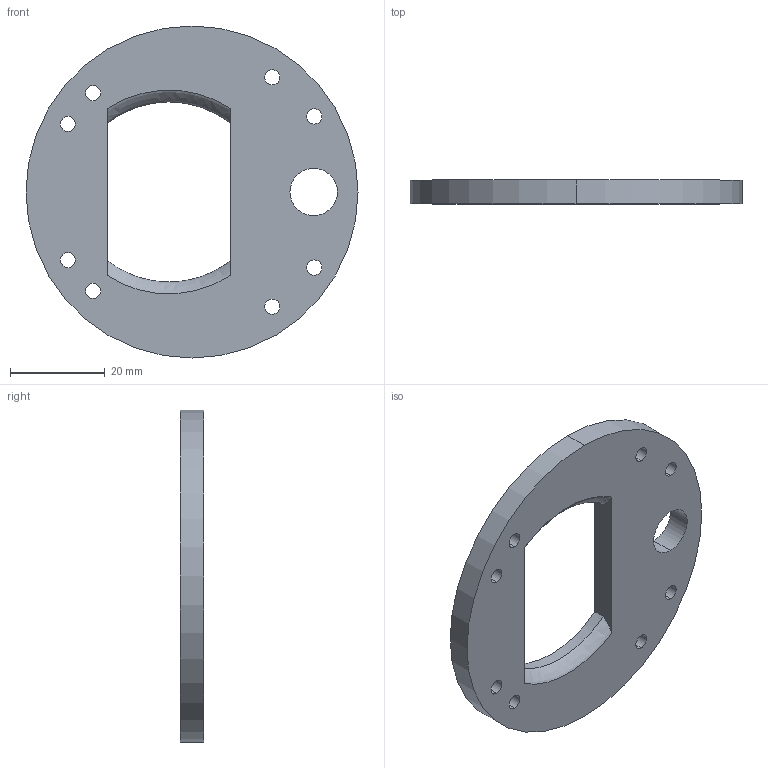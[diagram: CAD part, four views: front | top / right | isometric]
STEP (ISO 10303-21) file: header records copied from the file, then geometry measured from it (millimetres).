
FILE_DESCRIPTION (( 'STEP AP214' ), '1' );
FILE_NAME ('body_wheel_holder_plate.step', '2023-05-17T11:16:51', ( '' ), ( '' ), 'SwSTEP 2.0', 'SolidWorks 2022', '' );
FILE_SCHEMA (( 'AUTOMOTIVE_DESIGN' ));
Length unit declared in the file: millimetre
Products named in the file (1): body_wheel_holder_plate
Bounding box: 70 x 5 x 70 mm (x, y, z)
Volume: 13763.1 mm3; surface area: 7722.8 mm2
Topology: 1 solids, 1 shells, 37 faces, 97 edges, 62 vertices
Faces by surface type: cylinder 23, cone 8, plane 4, bspline 2
Entity records: 1481 total; most frequent: CARTESIAN_POINT 472, DIRECTION 211, ORIENTED_EDGE 194, EDGE_CURVE 97, AXIS2_PLACEMENT_3D 87, VERTEX_POINT 62, EDGE_LOOP 57, CIRCLE 51
